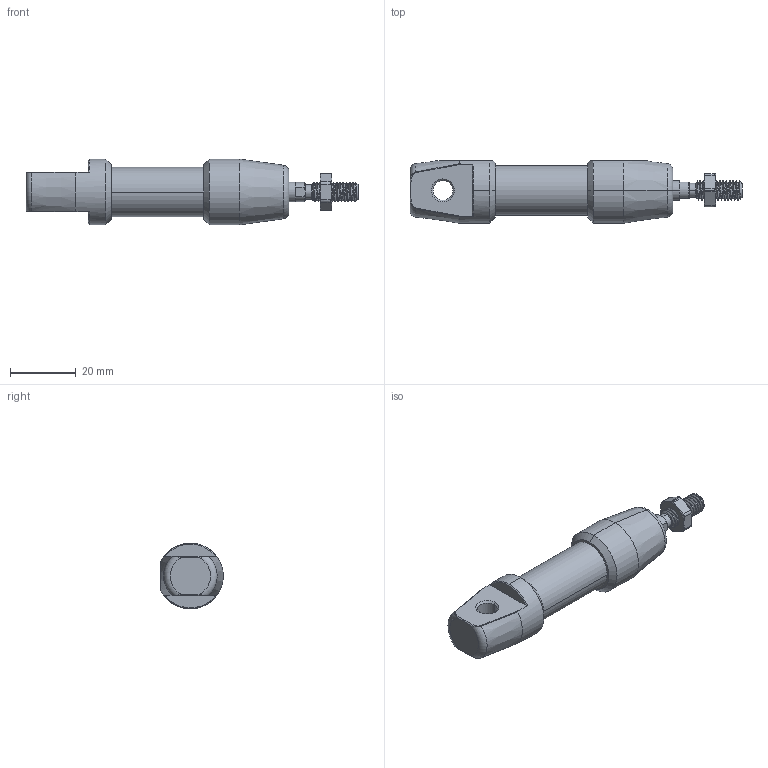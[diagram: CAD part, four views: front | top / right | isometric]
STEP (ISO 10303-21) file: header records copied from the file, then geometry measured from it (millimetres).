
FILE_DESCRIPTION (( 'STEP AP214' ), '1' );
FILE_NAME ('U012 0000 0306.STEP', '2021-04-28T09:00:06', ( '' ), ( '' ), 'SwSTEP 2.0', 'SolidWorks 2019', '' );
FILE_SCHEMA (( 'AUTOMOTIVE_DESIGN' ));
Length unit declared in the file: millimetre
Products named in the file (14): Leje_PAP0608P11; Stempeltætning_Z81207N3580; Dæmpeskiver_9012-43; 1012-03; U012 0000 0306; Oring_ORING 10x1; 9012-36; Bolt-DIN912_M4x30; 1012-06; Stempelstangsmøtrik_U1901430; Magnet_9312; 9006-34_9006-34-0 (�12); Afstryger (12-25)_EL 0058N3582; 9012-35-H00_9012-35-0
Assembly tree (17 placements, depth 2):
  U012 0000 0306
    9006-34_9006-34-0 (�12)
    1012-06
    9012-35-H00_9012-35-0
    1012-03
    Afstryger (12-25)_EL 0058N3582
    9012-36  x2
    Leje_PAP0608P11
    Oring_ORING 10x1  x2
    Magnet_9312
    Stempeltætning_Z81207N3580  x2
    Bolt-DIN912_M4x30
    Dæmpeskiver_9012-43  x2
    Stempelstangsmøtrik_U1901430
Bounding box: 101 x 19.01 x 20 mm (x, y, z)
Volume: 16726.7 mm3; surface area: 14090.6 mm2
Topology: 17 solids, 17 shells, 545 faces, 1263 edges, 774 vertices
Faces by surface type: cylinder 244, cone 132, plane 86, torus 66, bspline 17
Entity records: 24936 total; most frequent: CARTESIAN_POINT 14067, ORIENTED_EDGE 2218, DIRECTION 2110, EDGE_CURVE 1109, AXIS2_PLACEMENT_3D 879, VERTEX_POINT 688, EDGE_LOOP 519, FACE_OUTER_BOUND 470
